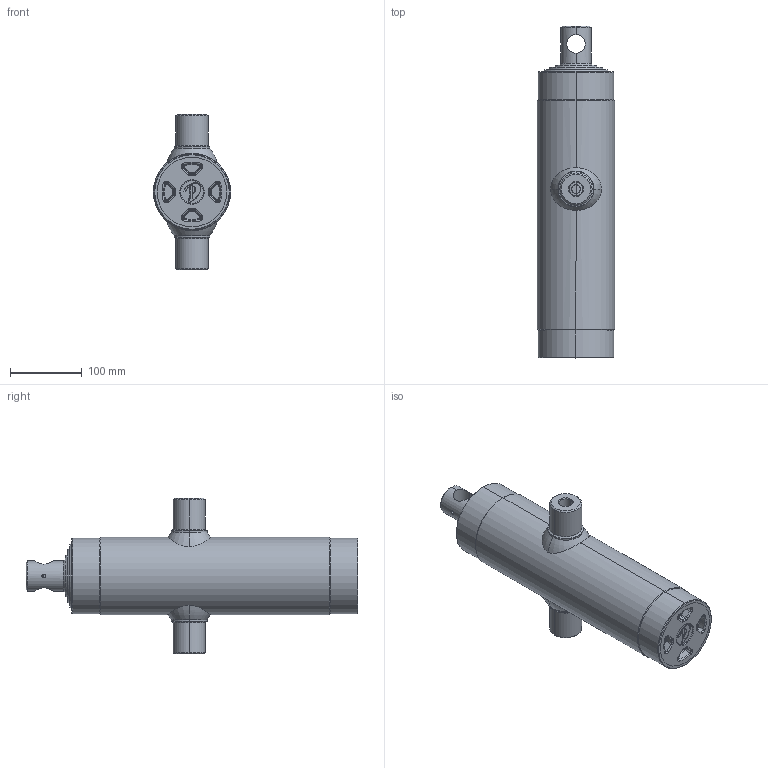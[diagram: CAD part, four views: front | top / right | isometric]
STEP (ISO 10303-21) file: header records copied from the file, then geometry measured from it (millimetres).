
FILE_DESCRIPTION (( 'STEP AP203' ), '1' );
FILE_NAME ('445.BGI.STEP', '2014-10-06T12:00:28', ( '' ), ( '' ), 'SwSTEP 2.0', 'SolidWorks 2013', '' );
FILE_SCHEMA (( 'CONFIG_CONTROL_DESIGN' ));
Length unit declared in the file: millimetre
Products named in the file (1): 445.BGI
Bounding box: 108 x 464 x 217 mm (x, y, z)
Surface area: 483602.6 mm2 (no closed solid volume)
Topology: 0 solids, 14 shells, 251 faces, 653 edges, 403 vertices
Faces by surface type: torus 74, cylinder 70, cone 66, plane 29, bspline 12
Entity records: 9604 total; most frequent: CARTESIAN_POINT 3381, DIRECTION 1439, ORIENTED_EDGE 1151, EDGE_CURVE 653, AXIS2_PLACEMENT_3D 619, VERTEX_POINT 403, CIRCLE 379, EDGE_LOOP 265
